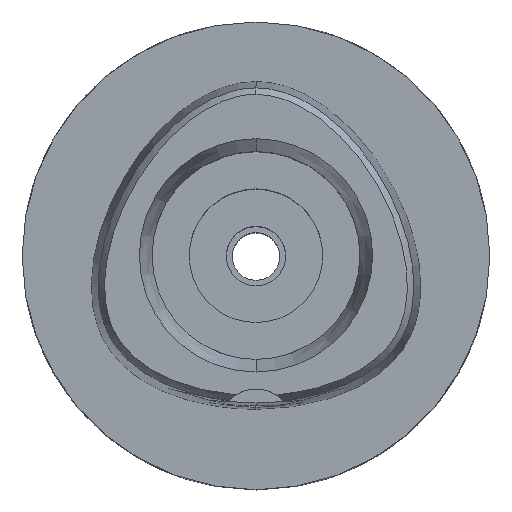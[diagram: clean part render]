
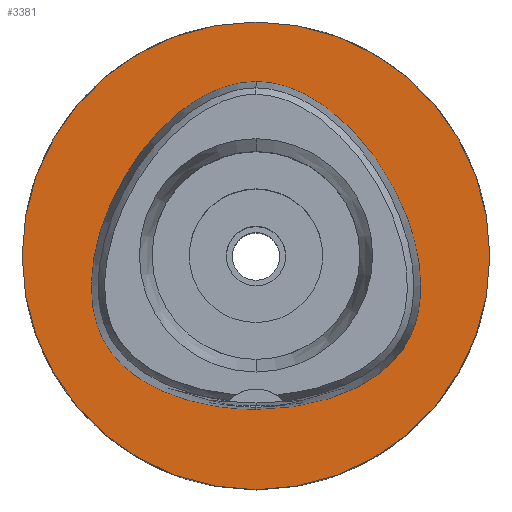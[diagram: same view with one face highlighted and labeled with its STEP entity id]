
A CAD part, top view. The second image highlights one B-rep face of the part: STEP entity #3381.
In plain terms, the highlighted planar face has unit normal (0, 0, 1).
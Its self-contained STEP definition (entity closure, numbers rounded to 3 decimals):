
#46 = CARTESIAN_POINT ( 'NONE',  ( 0., 0., 0. ) ) ;
#59 = CARTESIAN_POINT ( 'NONE',  ( 2.114, -20.675, 0. ) ) ;
#129 = CARTESIAN_POINT ( 'NONE',  ( -20.932, -10.604, 0. ) ) ;
#153 = EDGE_LOOP ( 'NONE', ( #3874, #293 ) ) ;
#255 = CARTESIAN_POINT ( 'NONE',  ( 0., 0., 0. ) ) ;
#293 = ORIENTED_EDGE ( 'NONE', *, *, #373, .F. ) ;
#296 = CARTESIAN_POINT ( 'NONE',  ( 0.855, 23.475, 0. ) ) ;
#373 = EDGE_CURVE ( 'NONE', #4096, #440, #1897, .T. ) ;
#440 = VERTEX_POINT ( 'NONE', #3906 ) ;
#741 = EDGE_LOOP ( 'NONE', ( #1461, #2202 ) ) ;
#763 = CARTESIAN_POINT ( 'NONE',  ( 20.932, -10.604, 0. ) ) ;
#833 = CARTESIAN_POINT ( 'NONE',  ( 0., -20.675, 0. ) ) ;
#856 = CARTESIAN_POINT ( 'NONE',  ( 18.568, -14.169, 0. ) ) ;
#904 = CARTESIAN_POINT ( 'NONE',  ( -2.565, 23.293, 0. ) ) ;
#928 = CARTESIAN_POINT ( 'NONE',  ( -14.673, -17.214, 0. ) ) ;
#1006 = CARTESIAN_POINT ( 'NONE',  ( -20.749, 4.657, 0. ) ) ;
#1011 = VERTEX_POINT ( 'NONE', #1732 ) ;
#1033 = CARTESIAN_POINT ( 'NONE',  ( -2.114, -20.675, 0. ) ) ;
#1081 = DIRECTION ( 'NONE',  ( 0., 0., -1. ) ) ;
#1101 = CARTESIAN_POINT ( 'NONE',  ( 2.565, 23.293, 0. ) ) ;
#1125 = CARTESIAN_POINT ( 'NONE',  ( 0., 23.475, 0. ) ) ;
#1179 = CARTESIAN_POINT ( 'NONE',  ( 21.978, -0.281, 0. ) ) ;
#1240 = CARTESIAN_POINT ( 'NONE',  ( 6.341, -20.298, 0. ) ) ;
#1283 = CARTESIAN_POINT ( 'NONE',  ( -18.068, 10.432, 0. ) ) ;
#1310 = CARTESIAN_POINT ( 'NONE',  ( -16.959, -15.678, 0. ) ) ;
#1379 = CARTESIAN_POINT ( 'NONE',  ( -10.746, 19.174, 0. ) ) ;
#1411 = CARTESIAN_POINT ( 'NONE',  ( 0., -20.675, 0. ) ) ;
#1461 = ORIENTED_EDGE ( 'NONE', *, *, #4290, .F. ) ;
#1480 = CARTESIAN_POINT ( 'NONE',  ( 5.098, 22.526, 0. ) ) ;
#1614 = CARTESIAN_POINT ( 'NONE',  ( 14.673, -17.214, 0. ) ) ;
#1678 = DIRECTION ( 'NONE',  ( 0., 0., -1. ) ) ;
#1685 = CARTESIAN_POINT ( 'NONE',  ( -20.35, -11.749, 0. ) ) ;
#1732 = CARTESIAN_POINT ( 'NONE',  ( 0., -31.5, 0. ) ) ;
#1741 = AXIS2_PLACEMENT_3D ( 'NONE', #255, #1081, #3832 ) ;
#1764 = CARTESIAN_POINT ( 'NONE',  ( -0.855, 23.475, 0. ) ) ;
#1897 = B_SPLINE_CURVE_WITH_KNOTS ( 'NONE', 3,
 ( #833, #59, #1240, #2813, #1614, #4369, #856, #2424, #2786, #763, #3440, #4722, #4999, #1179, #3550, #4665, #2359, #5023, #2692, #1480, #1101, #296, #1125 ),
 .UNSPECIFIED., .F., .F.,
 ( 4, 1, 1, 1, 1, 1, 1, 1, 1, 1, 1, 1, 1, 1, 1, 1, 1, 1, 1, 1, 4 ),
 ( 0., 0.083, 0.167, 0.208, 0.25, 0.292, 0.313, 0.333, 0.354, 0.375, 0.417, 0.458, 0.5, 0.583, 0.667, 0.75, 0.833, 0.875, 0.917, 0.958, 1. ),
 .UNSPECIFIED. ) ;
#2202 = ORIENTED_EDGE ( 'NONE', *, *, #2908, .F. ) ;
#2359 = CARTESIAN_POINT ( 'NONE',  ( 14.408, 15.641, 0. ) ) ;
#2424 = CARTESIAN_POINT ( 'NONE',  ( 19.649, -12.825, 0. ) ) ;
#2468 = CARTESIAN_POINT ( 'NONE',  ( -22.057, -6.848, 0. ) ) ;
#2489 = CARTESIAN_POINT ( 'NONE',  ( -11.233, -18.893, 0. ) ) ;
#2499 = CARTESIAN_POINT ( 'NONE',  ( 0., 0., 0. ) ) ;
#2501 = CIRCLE ( 'NONE', #2994, 31.5 ) ;
#2551 = FACE_OUTER_BOUND ( 'NONE', #741, .T. ) ;
#2569 = CARTESIAN_POINT ( 'NONE',  ( -22.245, -4.1, 0. ) ) ;
#2692 = CARTESIAN_POINT ( 'NONE',  ( 7.571, 21.315, 0. ) ) ;
#2786 = CARTESIAN_POINT ( 'NONE',  ( 20.35, -11.749, 0. ) ) ;
#2813 = CARTESIAN_POINT ( 'NONE',  ( 11.233, -18.893, 0. ) ) ;
#2908 = EDGE_CURVE ( 'NONE', #1011, #3489, #2501, .T. ) ;
#2942 = DIRECTION ( 'NONE',  ( 0., -1., 0. ) ) ;
#2994 = AXIS2_PLACEMENT_3D ( 'NONE', #46, #1678, #3985 ) ;
#3044 = CARTESIAN_POINT ( 'NONE',  ( 0., 31.5, 0. ) ) ;
#3232 = CIRCLE ( 'NONE', #1741, 31.5 ) ;
#3267 = CARTESIAN_POINT ( 'NONE',  ( -19.649, -12.825, 0. ) ) ;
#3327 = FACE_BOUND ( 'NONE', #153, .T. ) ;
#3381 = ADVANCED_FACE ( 'NONE', ( #2551, #3327 ), #4882, .F. ) ;
#3440 = CARTESIAN_POINT ( 'NONE',  ( 21.555, -8.996, 0. ) ) ;
#3489 = VERTEX_POINT ( 'NONE', #3044 ) ;
#3550 = CARTESIAN_POINT ( 'NONE',  ( 20.749, 4.657, 0. ) ) ;
#3643 = DIRECTION ( 'NONE',  ( 0., 0., -1. ) ) ;
#3832 = DIRECTION ( 'NONE',  ( 0., 1., 0. ) ) ;
#3874 = ORIENTED_EDGE ( 'NONE', *, *, #4565, .F. ) ;
#3906 = CARTESIAN_POINT ( 'NONE',  ( 0., 23.475, 0. ) ) ;
#3971 = B_SPLINE_CURVE_WITH_KNOTS ( 'NONE', 3,
 ( #4114, #1764, #904, #4439, #4899, #1379, #4515, #1283, #1006, #4414, #2569, #2468, #4048, #129, #1685, #3267, #4826, #1310, #928, #2489, #4071, #1033, #4614 ),
 .UNSPECIFIED., .F., .F.,
 ( 4, 1, 1, 1, 1, 1, 1, 1, 1, 1, 1, 1, 1, 1, 1, 1, 1, 1, 1, 1, 4 ),
 ( 0., 0.042, 0.083, 0.125, 0.167, 0.25, 0.333, 0.417, 0.5, 0.542, 0.583, 0.625, 0.646, 0.667, 0.688, 0.708, 0.75, 0.792, 0.833, 0.917, 1. ),
 .UNSPECIFIED. ) ;
#3985 = DIRECTION ( 'NONE',  ( 0., -1., 0. ) ) ;
#4048 = CARTESIAN_POINT ( 'NONE',  ( -21.555, -8.996, 0. ) ) ;
#4071 = CARTESIAN_POINT ( 'NONE',  ( -6.341, -20.298, 0. ) ) ;
#4096 = VERTEX_POINT ( 'NONE', #1411 ) ;
#4114 = CARTESIAN_POINT ( 'NONE',  ( 0., 23.475, 0. ) ) ;
#4290 = EDGE_CURVE ( 'NONE', #3489, #1011, #3232, .T. ) ;
#4369 = CARTESIAN_POINT ( 'NONE',  ( 16.959, -15.678, 0. ) ) ;
#4414 = CARTESIAN_POINT ( 'NONE',  ( -21.978, -0.281, 0. ) ) ;
#4439 = CARTESIAN_POINT ( 'NONE',  ( -5.098, 22.526, 0. ) ) ;
#4515 = CARTESIAN_POINT ( 'NONE',  ( -14.408, 15.641, 0. ) ) ;
#4565 = EDGE_CURVE ( 'NONE', #440, #4096, #3971, .T. ) ;
#4614 = CARTESIAN_POINT ( 'NONE',  ( 0., -20.675, 0. ) ) ;
#4665 = CARTESIAN_POINT ( 'NONE',  ( 18.068, 10.432, 0. ) ) ;
#4722 = CARTESIAN_POINT ( 'NONE',  ( 22.057, -6.848, 0. ) ) ;
#4826 = CARTESIAN_POINT ( 'NONE',  ( -18.568, -14.169, 0. ) ) ;
#4878 = AXIS2_PLACEMENT_3D ( 'NONE', #2499, #3643, #2942 ) ;
#4882 = PLANE ( 'NONE',  #4878 ) ;
#4899 = CARTESIAN_POINT ( 'NONE',  ( -7.571, 21.315, 0. ) ) ;
#4999 = CARTESIAN_POINT ( 'NONE',  ( 22.245, -4.1, 0. ) ) ;
#5023 = CARTESIAN_POINT ( 'NONE',  ( 10.746, 19.174, 0. ) ) ;
